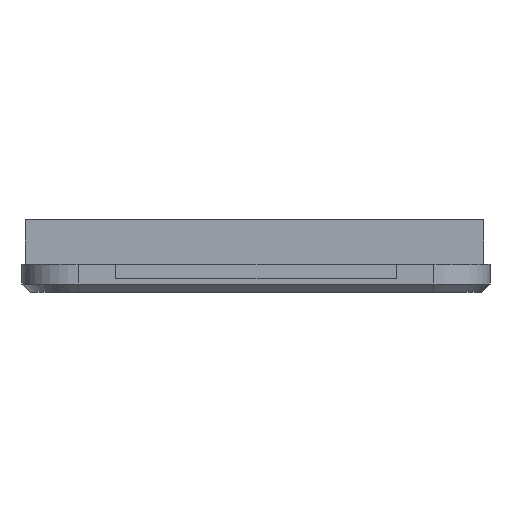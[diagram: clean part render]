
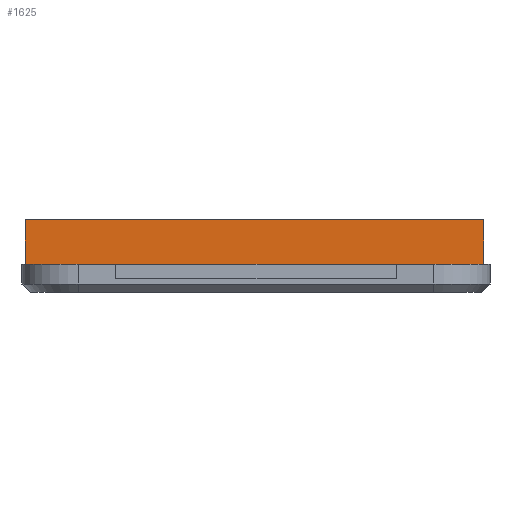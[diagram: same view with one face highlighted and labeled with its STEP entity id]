
A CAD part, left-side view. The second image highlights one B-rep face of the part: STEP entity #1625.
In plain terms, the highlighted planar face has unit normal (-1, 0, 0).
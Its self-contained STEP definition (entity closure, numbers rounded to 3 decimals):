
#149=FACE_OUTER_BOUND('',#245,.T.);
#245=EDGE_LOOP('',(#1463,#1464,#1465,#1466));
#308=LINE('',#2322,#510);
#328=LINE('',#2361,#530);
#370=LINE('',#2458,#572);
#448=LINE('',#2615,#650);
#510=VECTOR('',#1878,10.);
#530=VECTOR('',#1908,10.);
#572=VECTOR('',#1992,10.);
#650=VECTOR('',#2158,10.);
#708=VERTEX_POINT('',#2319);
#709=VERTEX_POINT('',#2321);
#723=VERTEX_POINT('',#2360);
#757=VERTEX_POINT('',#2456);
#870=EDGE_CURVE('',#708,#709,#308,.T.);
#890=EDGE_CURVE('',#709,#723,#328,.T.);
#940=EDGE_CURVE('',#708,#757,#370,.T.);
#1018=EDGE_CURVE('',#757,#723,#448,.T.);
#1463=ORIENTED_EDGE('',*,*,#940,.T.);
#1464=ORIENTED_EDGE('',*,*,#1018,.T.);
#1465=ORIENTED_EDGE('',*,*,#890,.F.);
#1466=ORIENTED_EDGE('',*,*,#870,.F.);
#1539=PLANE('',#1737);
#1625=ADVANCED_FACE('',(#149),#1539,.T.);
#1737=AXIS2_PLACEMENT_3D('',#2616,#2159,#2160);
#1878=DIRECTION('',(0.,0.,1.));
#1908=DIRECTION('',(0.,-1.,0.));
#1992=DIRECTION('',(0.,-1.,0.));
#2158=DIRECTION('',(0.,0.,1.));
#2159=DIRECTION('center_axis',(-1.,0.,0.));
#2160=DIRECTION('ref_axis',(0.,-1.,0.));
#2319=CARTESIAN_POINT('',(-63.1,41.1,0.));
#2321=CARTESIAN_POINT('',(-63.1,41.1,8.));
#2322=CARTESIAN_POINT('',(-63.1,41.1,0.));
#2360=CARTESIAN_POINT('',(-63.1,-40.6,8.));
#2361=CARTESIAN_POINT('',(-63.1,41.1,8.));
#2456=CARTESIAN_POINT('',(-63.1,-40.6,0.));
#2458=CARTESIAN_POINT('',(-63.1,41.1,0.));
#2615=CARTESIAN_POINT('',(-63.1,-40.6,0.));
#2616=CARTESIAN_POINT('Origin',(-63.1,41.1,0.));
